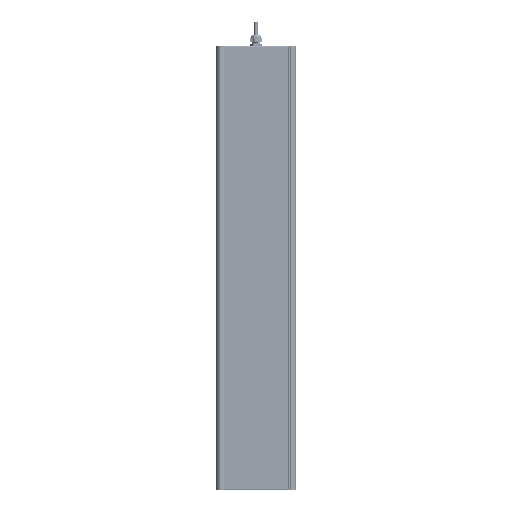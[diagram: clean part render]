
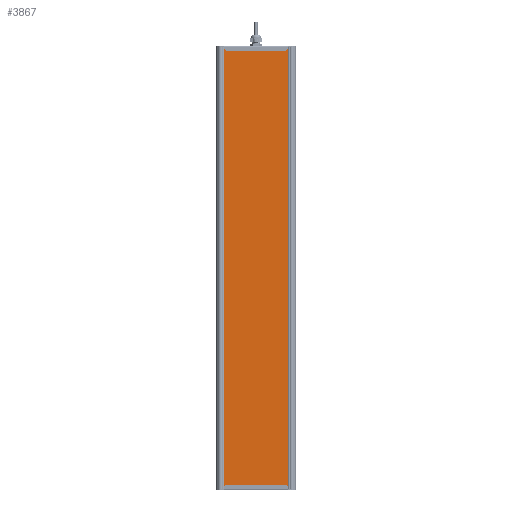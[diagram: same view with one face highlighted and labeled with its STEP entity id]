
A CAD part, front view. The second image highlights one B-rep face of the part: STEP entity #3867.
In plain terms, the highlighted face is planar.
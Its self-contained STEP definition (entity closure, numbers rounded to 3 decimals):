
#3867=ADVANCED_FACE('',(#13928),#13930,.T.);
#13928=FACE_BOUND('',#13929,.T.);
#13929=EDGE_LOOP('',(#42950,#42951,#42952,#42953));
#13930=PLANE('',#13931);
#13931=AXIS2_PLACEMENT_3D('',#13932,#13933,#13934);
#13932=CARTESIAN_POINT('',(2111.497,401.002,-34.582));
#13933=DIRECTION('',(0.,0.,-1.));
#13934=DIRECTION('',(0.,1.,0.));
#42950=ORIENTED_EDGE('',*,*,#49916,.F.);
#42951=ORIENTED_EDGE('',*,*,#49915,.T.);
#42952=ORIENTED_EDGE('',*,*,#49917,.F.);
#42953=ORIENTED_EDGE('',*,*,#49918,.F.);
#49915=EDGE_CURVE('',#55691,#55695,#55697,.T.);
#49916=EDGE_CURVE('',#55691,#55698,#55699,.T.);
#49917=EDGE_CURVE('',#55700,#55695,#55701,.T.);
#49918=EDGE_CURVE('',#55698,#55700,#55702,.T.);
#55691=VERTEX_POINT('',#74753);
#55695=VERTEX_POINT('',#74761);
#55697=LINE('',#74765,#74766);
#55698=VERTEX_POINT('',#74768);
#55699=LINE('',#74769,#74770);
#55700=VERTEX_POINT('',#74772);
#55701=LINE('',#74773,#74774);
#55702=LINE('',#74776,#74777);
#74753=CARTESIAN_POINT('',(2111.497,565.13,-34.582));
#74761=CARTESIAN_POINT('',(3157.497,565.13,-34.582));
#74765=CARTESIAN_POINT('',(2111.497,565.13,-34.582));
#74766=VECTOR('',#74767,1.);
#74767=DIRECTION('',(1.,0.,0.));
#74768=CARTESIAN_POINT('',(2111.497,401.002,-34.582));
#74769=CARTESIAN_POINT('',(2111.497,565.13,-34.582));
#74770=VECTOR('',#74771,1.);
#74771=DIRECTION('',(0.,-1.,0.));
#74772=CARTESIAN_POINT('',(3157.497,401.002,-34.582));
#74773=CARTESIAN_POINT('',(3157.497,401.002,-34.582));
#74774=VECTOR('',#74775,1.);
#74775=DIRECTION('',(0.,1.,0.));
#74776=CARTESIAN_POINT('',(2111.497,401.002,-34.582));
#74777=VECTOR('',#74778,1.);
#74778=DIRECTION('',(1.,0.,0.));
